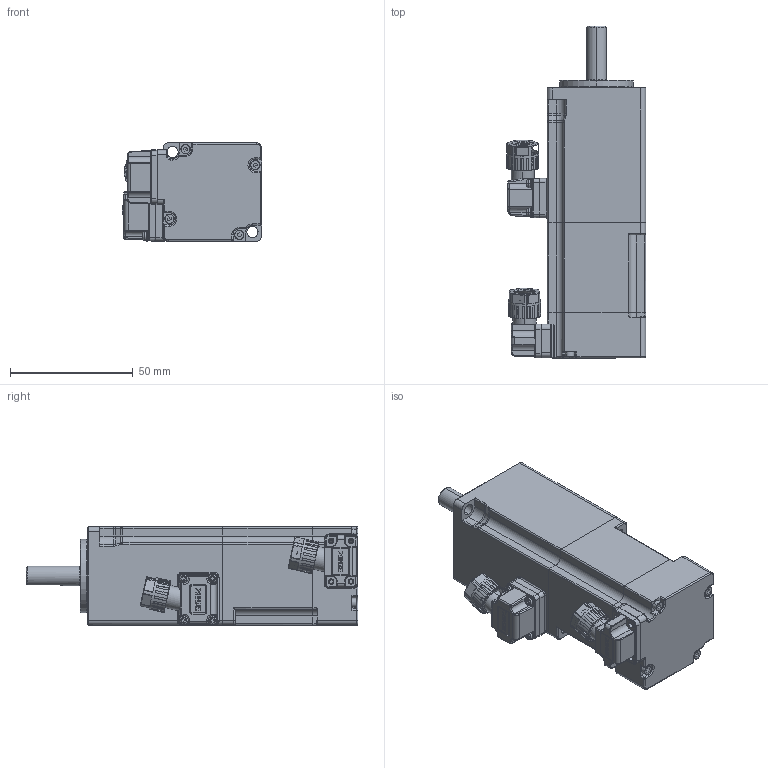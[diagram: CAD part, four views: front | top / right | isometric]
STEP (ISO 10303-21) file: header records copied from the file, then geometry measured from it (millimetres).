
FILE_DESCRIPTION (( 'STEP AP214' ), '1' );
FILE_NAME ('MS6H-40CM30BZ4-20P1-惕掅蚾饜极.STEP', '2024-03-21T11:11:51', ( '' ), ( '' ), 'SwSTEP 2.0', 'SolidWorks 2022', '' );
FILE_SCHEMA (( 'AUTOMOTIVE_DESIGN' ));
Length unit declared in the file: millimetre
Products named in the file (1): MS6H-40CM30BZ4-20P1-惕掅蚾饜极
Bounding box: 56.61 x 135 x 40 mm (x, y, z)
Surface area: 28045.2 mm2 (no closed solid volume)
Topology: 0 solids, 24 shells, 1042 faces, 3428 edges, 2315 vertices
Faces by surface type: plane 433, cylinder 364, torus 106, cone 76, bspline 48, sphere 15
Entity records: 58411 total; most frequent: CARTESIAN_POINT 18772, ORIENTED_EDGE 5803, DIRECTION 5443, EDGE_CURVE 3415, VERTEX_POINT 2315, AXIS2_PLACEMENT_3D 1961, LINE 1521, VECTOR 1521
